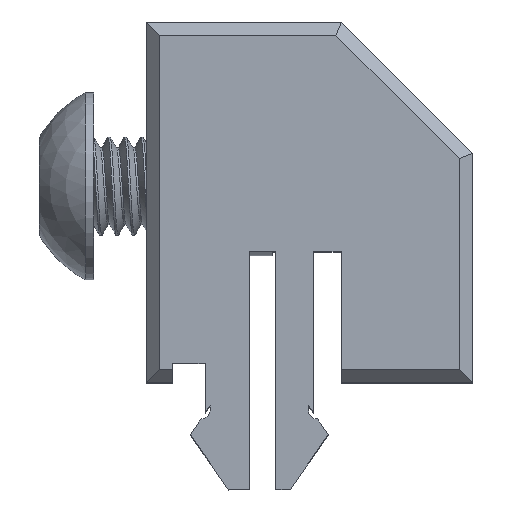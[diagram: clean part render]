
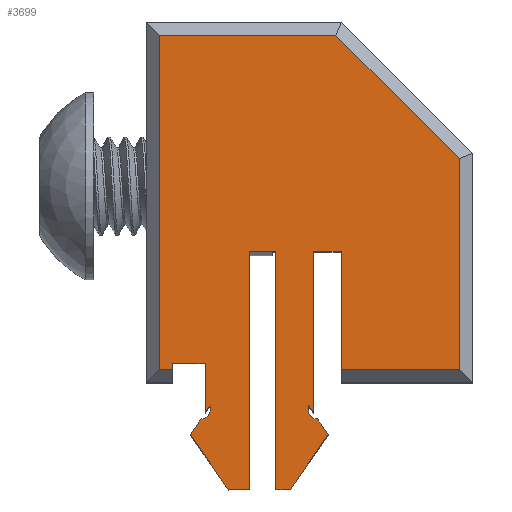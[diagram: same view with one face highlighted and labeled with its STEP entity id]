
A CAD part, top view. The second image highlights one B-rep face of the part: STEP entity #3699.
In plain terms, the highlighted planar face has unit normal (0, 0, 1).
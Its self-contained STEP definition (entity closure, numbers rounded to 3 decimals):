
#197=PLANE('',#4013);
#614=FACE_OUTER_BOUND('',#833,.T.);
#833=EDGE_LOOP('',(#3239,#3240,#3241,#3242,#3243,#3244,#3245,#3246,#3247,
#3248,#3249,#3250,#3251,#3252,#3253,#3254,#3255,#3256,#3257,#3258,#3259,
#3260,#3261,#3262,#3263,#3264,#3265,#3266,#3267));
#968=CIRCLE('',#4014,0.25);
#969=CIRCLE('',#4015,0.25);
#1081=LINE('',#9826,#1269);
#1083=LINE('',#9830,#1271);
#1086=LINE('',#9836,#1274);
#1089=LINE('',#9842,#1277);
#1092=LINE('',#9848,#1280);
#1095=LINE('',#9854,#1283);
#1098=LINE('',#9860,#1286);
#1099=LINE('',#9862,#1287);
#1100=LINE('',#9864,#1288);
#1101=LINE('',#9866,#1289);
#1102=LINE('',#9868,#1290);
#1103=LINE('',#9872,#1291);
#1104=LINE('',#9874,#1292);
#1105=LINE('',#9876,#1293);
#1106=LINE('',#9878,#1294);
#1107=LINE('',#9880,#1295);
#1108=LINE('',#9882,#1296);
#1109=LINE('',#9884,#1297);
#1110=LINE('',#9886,#1298);
#1111=LINE('',#9888,#1299);
#1112=LINE('',#9890,#1300);
#1113=LINE('',#9892,#1301);
#1114=LINE('',#9896,#1302);
#1115=LINE('',#9898,#1303);
#1116=LINE('',#9900,#1304);
#1117=LINE('',#9902,#1305);
#1118=LINE('',#9903,#1306);
#1269=VECTOR('',#4622,10.);
#1271=VECTOR('',#4626,10.);
#1274=VECTOR('',#4631,10.);
#1277=VECTOR('',#4636,10.);
#1280=VECTOR('',#4641,10.);
#1283=VECTOR('',#4646,10.);
#1286=VECTOR('',#4651,10.);
#1287=VECTOR('',#4652,10.);
#1288=VECTOR('',#4653,10.);
#1289=VECTOR('',#4654,10.);
#1290=VECTOR('',#4655,10.);
#1291=VECTOR('',#4658,10.);
#1292=VECTOR('',#4659,10.);
#1293=VECTOR('',#4660,10.);
#1294=VECTOR('',#4661,10.);
#1295=VECTOR('',#4662,10.);
#1296=VECTOR('',#4663,10.);
#1297=VECTOR('',#4664,10.);
#1298=VECTOR('',#4665,10.);
#1299=VECTOR('',#4666,10.);
#1300=VECTOR('',#4667,10.);
#1301=VECTOR('',#4668,10.);
#1302=VECTOR('',#4671,10.);
#1303=VECTOR('',#4672,10.);
#1304=VECTOR('',#4673,10.);
#1305=VECTOR('',#4674,10.);
#1306=VECTOR('',#4675,10.);
#1678=VERTEX_POINT('',#9823);
#1679=VERTEX_POINT('',#9825);
#1680=VERTEX_POINT('',#9829);
#1682=VERTEX_POINT('',#9835);
#1684=VERTEX_POINT('',#9841);
#1686=VERTEX_POINT('',#9847);
#1688=VERTEX_POINT('',#9853);
#1690=VERTEX_POINT('',#9859);
#1691=VERTEX_POINT('',#9861);
#1692=VERTEX_POINT('',#9863);
#1693=VERTEX_POINT('',#9865);
#1694=VERTEX_POINT('',#9867);
#1695=VERTEX_POINT('',#9869);
#1696=VERTEX_POINT('',#9871);
#1697=VERTEX_POINT('',#9873);
#1698=VERTEX_POINT('',#9875);
#1699=VERTEX_POINT('',#9877);
#1700=VERTEX_POINT('',#9879);
#1701=VERTEX_POINT('',#9881);
#1702=VERTEX_POINT('',#9883);
#1703=VERTEX_POINT('',#9885);
#1704=VERTEX_POINT('',#9887);
#1705=VERTEX_POINT('',#9889);
#1706=VERTEX_POINT('',#9891);
#1707=VERTEX_POINT('',#9893);
#1708=VERTEX_POINT('',#9895);
#1709=VERTEX_POINT('',#9897);
#1710=VERTEX_POINT('',#9899);
#1711=VERTEX_POINT('',#9901);
#2203=EDGE_CURVE('',#1678,#1679,#1081,.T.);
#2205=EDGE_CURVE('',#1679,#1680,#1083,.T.);
#2208=EDGE_CURVE('',#1680,#1682,#1086,.T.);
#2211=EDGE_CURVE('',#1682,#1684,#1089,.T.);
#2214=EDGE_CURVE('',#1684,#1686,#1092,.T.);
#2217=EDGE_CURVE('',#1686,#1688,#1095,.T.);
#2220=EDGE_CURVE('',#1678,#1690,#1098,.T.);
#2221=EDGE_CURVE('',#1690,#1691,#1099,.T.);
#2222=EDGE_CURVE('',#1691,#1692,#1100,.T.);
#2223=EDGE_CURVE('',#1692,#1693,#1101,.T.);
#2224=EDGE_CURVE('',#1693,#1694,#1102,.T.);
#2225=EDGE_CURVE('',#1694,#1695,#968,.T.);
#2226=EDGE_CURVE('',#1695,#1696,#1103,.T.);
#2227=EDGE_CURVE('',#1696,#1697,#1104,.T.);
#2228=EDGE_CURVE('',#1697,#1698,#1105,.T.);
#2229=EDGE_CURVE('',#1698,#1699,#1106,.T.);
#2230=EDGE_CURVE('',#1699,#1700,#1107,.T.);
#2231=EDGE_CURVE('',#1700,#1701,#1108,.T.);
#2232=EDGE_CURVE('',#1701,#1702,#1109,.T.);
#2233=EDGE_CURVE('',#1702,#1703,#1110,.T.);
#2234=EDGE_CURVE('',#1703,#1704,#1111,.T.);
#2235=EDGE_CURVE('',#1704,#1705,#1112,.T.);
#2236=EDGE_CURVE('',#1705,#1706,#1113,.T.);
#2237=EDGE_CURVE('',#1706,#1707,#969,.T.);
#2238=EDGE_CURVE('',#1707,#1708,#1114,.T.);
#2239=EDGE_CURVE('',#1708,#1709,#1115,.T.);
#2240=EDGE_CURVE('',#1709,#1710,#1116,.T.);
#2241=EDGE_CURVE('',#1710,#1711,#1117,.T.);
#2242=EDGE_CURVE('',#1711,#1688,#1118,.T.);
#3239=ORIENTED_EDGE('',*,*,#2217,.F.);
#3240=ORIENTED_EDGE('',*,*,#2214,.F.);
#3241=ORIENTED_EDGE('',*,*,#2211,.F.);
#3242=ORIENTED_EDGE('',*,*,#2208,.F.);
#3243=ORIENTED_EDGE('',*,*,#2205,.F.);
#3244=ORIENTED_EDGE('',*,*,#2203,.F.);
#3245=ORIENTED_EDGE('',*,*,#2220,.T.);
#3246=ORIENTED_EDGE('',*,*,#2221,.T.);
#3247=ORIENTED_EDGE('',*,*,#2222,.T.);
#3248=ORIENTED_EDGE('',*,*,#2223,.T.);
#3249=ORIENTED_EDGE('',*,*,#2224,.T.);
#3250=ORIENTED_EDGE('',*,*,#2225,.T.);
#3251=ORIENTED_EDGE('',*,*,#2226,.T.);
#3252=ORIENTED_EDGE('',*,*,#2227,.T.);
#3253=ORIENTED_EDGE('',*,*,#2228,.T.);
#3254=ORIENTED_EDGE('',*,*,#2229,.T.);
#3255=ORIENTED_EDGE('',*,*,#2230,.T.);
#3256=ORIENTED_EDGE('',*,*,#2231,.T.);
#3257=ORIENTED_EDGE('',*,*,#2232,.T.);
#3258=ORIENTED_EDGE('',*,*,#2233,.T.);
#3259=ORIENTED_EDGE('',*,*,#2234,.T.);
#3260=ORIENTED_EDGE('',*,*,#2235,.T.);
#3261=ORIENTED_EDGE('',*,*,#2236,.T.);
#3262=ORIENTED_EDGE('',*,*,#2237,.T.);
#3263=ORIENTED_EDGE('',*,*,#2238,.T.);
#3264=ORIENTED_EDGE('',*,*,#2239,.T.);
#3265=ORIENTED_EDGE('',*,*,#2240,.T.);
#3266=ORIENTED_EDGE('',*,*,#2241,.T.);
#3267=ORIENTED_EDGE('',*,*,#2242,.T.);
#3699=ADVANCED_FACE('',(#614),#197,.F.);
#4013=AXIS2_PLACEMENT_3D('',#9858,#4649,#4650);
#4014=AXIS2_PLACEMENT_3D('',#9870,#4656,#4657);
#4015=AXIS2_PLACEMENT_3D('',#9894,#4669,#4670);
#4622=DIRECTION('',(-1.,0.,0.));
#4626=DIRECTION('',(0.,1.,0.));
#4631=DIRECTION('',(1.,0.,0.));
#4636=DIRECTION('',(0.707,-0.707,0.));
#4641=DIRECTION('',(0.,-1.,0.));
#4646=DIRECTION('',(-1.,0.,0.));
#4649=DIRECTION('center_axis',(0.,0.,-1.));
#4650=DIRECTION('ref_axis',(-1.,0.,0.));
#4651=DIRECTION('',(0.,1.,0.));
#4652=DIRECTION('',(1.,0.,0.));
#4653=DIRECTION('',(0.,-1.,0.));
#4654=DIRECTION('',(0.566,0.825,0.));
#4655=DIRECTION('',(0.,-1.,0.));
#4656=DIRECTION('center_axis',(0.,0.,-1.));
#4657=DIRECTION('ref_axis',(1.,0.,0.));
#4658=DIRECTION('',(-1.,0.,0.));
#4659=DIRECTION('',(-0.566,-0.825,0.));
#4660=DIRECTION('',(0.566,-0.825,0.));
#4661=DIRECTION('',(1.,0.,0.));
#4662=DIRECTION('',(0.,1.,0.));
#4663=DIRECTION('',(1.,0.,0.));
#4664=DIRECTION('',(0.,-1.,0.));
#4665=DIRECTION('',(1.,0.,0.));
#4666=DIRECTION('',(0.566,0.825,0.));
#4667=DIRECTION('',(-0.566,0.825,0.));
#4668=DIRECTION('',(-1.,0.,0.));
#4669=DIRECTION('center_axis',(0.,0.,-1.));
#4670=DIRECTION('ref_axis',(0.,-1.,0.));
#4671=DIRECTION('',(0.,1.,0.));
#4672=DIRECTION('',(0.566,-0.825,0.));
#4673=DIRECTION('',(0.,1.,0.));
#4674=DIRECTION('',(1.,0.,0.));
#4675=DIRECTION('',(0.,-1.,0.));
#9823=CARTESIAN_POINT('',(-2.65,7.9,-90.));
#9825=CARTESIAN_POINT('',(-3.05,7.9,-90.));
#9826=CARTESIAN_POINT('',(-5.1,7.9,-90.));
#9829=CARTESIAN_POINT('',(-3.05,18.1,-90.));
#9830=CARTESIAN_POINT('',(-3.05,14.937,-90.));
#9835=CARTESIAN_POINT('',(2.334,18.1,-90.));
#9836=CARTESIAN_POINT('',(-2.125,18.1,-90.));
#9841=CARTESIAN_POINT('',(6.1,14.334,-90.));
#9842=CARTESIAN_POINT('',(3.686,16.748,-90.));
#9847=CARTESIAN_POINT('',(6.1,7.9,-90.));
#9848=CARTESIAN_POINT('',(6.1,9.437,-90.));
#9853=CARTESIAN_POINT('',(2.5,7.9,-90.));
#9854=CARTESIAN_POINT('',(-2.125,7.9,-90.));
#9858=CARTESIAN_POINT('Origin',(-6.75,11.375,-90.));
#9859=CARTESIAN_POINT('',(-2.65,8.1,-90.));
#9860=CARTESIAN_POINT('',(-2.65,8.1,-90.));
#9861=CARTESIAN_POINT('',(-1.65,8.1,-90.));
#9862=CARTESIAN_POINT('',(-1.65,8.1,-90.));
#9863=CARTESIAN_POINT('',(-1.65,6.581,-90.));
#9864=CARTESIAN_POINT('',(-1.65,6.581,-90.));
#9865=CARTESIAN_POINT('',(-1.5,6.8,-90.));
#9866=CARTESIAN_POINT('',(-1.5,6.8,-90.));
#9867=CARTESIAN_POINT('',(-1.5,6.65,-90.));
#9868=CARTESIAN_POINT('',(-1.5,6.65,-90.));
#9869=CARTESIAN_POINT('',(-1.75,6.4,-90.));
#9870=CARTESIAN_POINT('Origin',(-1.75,6.65,-90.));
#9871=CARTESIAN_POINT('',(-1.774,6.4,-90.));
#9872=CARTESIAN_POINT('',(-1.774,6.4,-90.));
#9873=CARTESIAN_POINT('',(-2.1,5.925,-90.));
#9874=CARTESIAN_POINT('',(-2.1,5.925,-90.));
#9875=CARTESIAN_POINT('',(-0.951,4.25,-90.));
#9876=CARTESIAN_POINT('',(-0.951,4.25,-90.));
#9877=CARTESIAN_POINT('',(-0.3,4.25,-90.));
#9878=CARTESIAN_POINT('',(-0.3,4.25,-90.));
#9879=CARTESIAN_POINT('',(-0.3,11.5,-90.));
#9880=CARTESIAN_POINT('',(-0.3,10.5,-90.));
#9881=CARTESIAN_POINT('',(0.5,11.5,-90.));
#9882=CARTESIAN_POINT('',(0.5,11.5,-90.));
#9883=CARTESIAN_POINT('',(0.5,4.25,-90.));
#9884=CARTESIAN_POINT('',(0.5,10.5,-90.));
#9885=CARTESIAN_POINT('',(0.951,4.25,-90.));
#9886=CARTESIAN_POINT('',(0.951,4.25,-90.));
#9887=CARTESIAN_POINT('',(2.1,5.925,-90.));
#9888=CARTESIAN_POINT('',(2.1,5.925,-90.));
#9889=CARTESIAN_POINT('',(1.774,6.4,-90.));
#9890=CARTESIAN_POINT('',(1.774,6.4,-90.));
#9891=CARTESIAN_POINT('',(1.75,6.4,-90.));
#9892=CARTESIAN_POINT('',(1.75,6.4,-90.));
#9893=CARTESIAN_POINT('',(1.5,6.65,-90.));
#9894=CARTESIAN_POINT('Origin',(1.75,6.65,-90.));
#9895=CARTESIAN_POINT('',(1.5,6.8,-90.));
#9896=CARTESIAN_POINT('',(1.5,6.8,-90.));
#9897=CARTESIAN_POINT('',(1.65,6.581,-90.));
#9898=CARTESIAN_POINT('',(1.65,6.581,-90.));
#9899=CARTESIAN_POINT('',(1.65,11.5,-90.));
#9900=CARTESIAN_POINT('',(1.65,10.5,-90.));
#9901=CARTESIAN_POINT('',(2.5,11.5,-90.));
#9902=CARTESIAN_POINT('',(2.5,11.5,-90.));
#9903=CARTESIAN_POINT('',(2.5,7.5,-90.));
